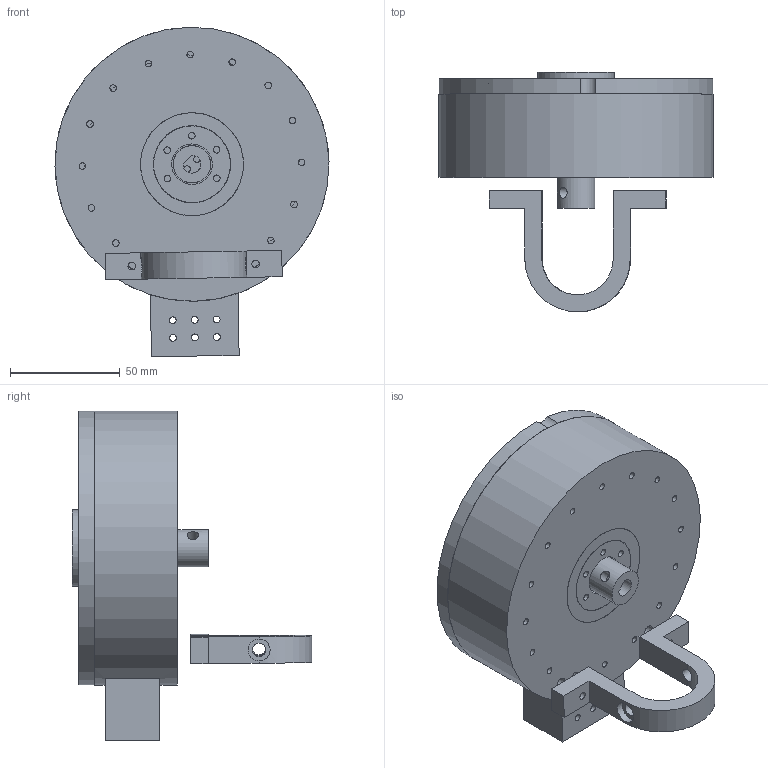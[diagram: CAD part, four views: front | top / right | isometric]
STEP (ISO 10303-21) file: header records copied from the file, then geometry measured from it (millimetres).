
FILE_DESCRIPTION(/* description */ (''),/* implementation_level */ '2;1');
FILE_NAME(/* name */ 'CycloidDriveB.stp',/* time_stamp */ '2025-10-24T01:08:08-05:00',/* author */ ('aul12'),/* organization */ (''),/* preprocessor_version */ 'ST-DEVELOPER v19.2',/* originating_system */ 'Autodesk Inventor 2024',/* authorisation */ '');
FILE_SCHEMA (('AUTOMOTIVE_DESIGN { 1 0 10303 214 3 1 1 }'));
Length unit declared in the file: millimetre
Products named in the file (12): CycloidDrive; BearingAPart; InputShaft; 17x30Bearing; Gear; M3x25mmScrew; 3x7Bearing; OuterShellTop; 35x47Bearing; OuterShell; MotorConnector; BearingBPart
Assembly tree (19 placements, depth 2):
  CycloidDrive
    BearingAPart
    17x30Bearing  x4
    35x47Bearing  x2
    InputShaft
    Gear  x2
    3x7Bearing  x4
    M3x25mmScrew
    OuterShellTop
    OuterShell
    MotorConnector
    BearingBPart
Bounding box: 124.98 x 109.25 x 150.32 mm (x, y, z)
Volume: 442527.8 mm3; surface area: 169947.4 mm2
Topology: 19 solids, 19 shells, 363 faces, 760 edges, 495 vertices
Faces by surface type: cylinder 218, plane 140, bspline 2, cone 2, torus 1
Full cylindrical faces by diameter (mm): 3 x34, 3.125 x10, 3.25 x18, 3.5 x4, 5 x15, 5.7 x1, 6 x28, 6.125 x2, 7 x4, 10 x18, 11.1 x12, 17 x8, 18.5 x1, 21 x3, 30 x8, 35 x3, 35.25 x1, 47 x4, 72 x2, 110 x2, 125 x1
Entity records: 11720 total; most frequent: CARTESIAN_POINT 3361, DIRECTION 1846, ORIENTED_EDGE 1418, AXIS2_PLACEMENT_3D 792, EDGE_CURVE 709, EDGE_LOOP 517, VERTEX_POINT 446, CIRCLE 437
